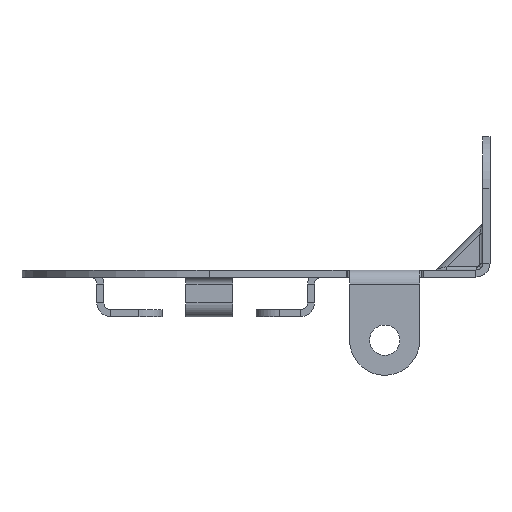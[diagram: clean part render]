
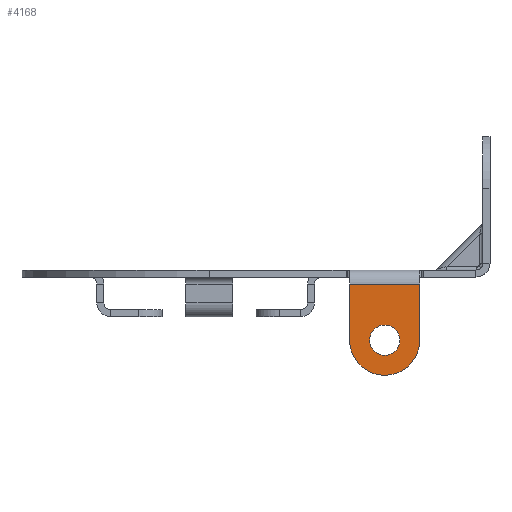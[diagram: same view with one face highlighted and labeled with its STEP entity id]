
A CAD part, left-side view. The second image highlights one B-rep face of the part: STEP entity #4168.
In plain terms, the highlighted planar face has unit normal (-1, 0, 0).
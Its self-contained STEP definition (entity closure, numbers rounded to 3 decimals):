
#283 = DIRECTION ( 'NONE',  ( 0., 0., -1. ) ) ;
#491 = ORIENTED_EDGE ( 'NONE', *, *, #2462, .T. ) ;
#584 = VERTEX_POINT ( 'NONE', #7201 ) ;
#1101 = PLANE ( 'NONE',  #7407 ) ;
#1329 = VERTEX_POINT ( 'NONE', #2982 ) ;
#1386 = ORIENTED_EDGE ( 'NONE', *, *, #4751, .F. ) ;
#1514 = CARTESIAN_POINT ( 'NONE',  ( -40., 30., -5. ) ) ;
#1571 = VECTOR ( 'NONE', #1996, 1000. ) ;
#1704 = AXIS2_PLACEMENT_3D ( 'NONE', #4568, #3289, #3247 ) ;
#1996 = DIRECTION ( 'NONE',  ( 0., 0., 1. ) ) ;
#2083 = CARTESIAN_POINT ( 'NONE',  ( -40., 15., 7. ) ) ;
#2101 = EDGE_CURVE ( 'NONE', #4987, #1329, #7458, .T. ) ;
#2178 = FACE_OUTER_BOUND ( 'NONE', #2721, .T. ) ;
#2286 = ORIENTED_EDGE ( 'NONE', *, *, #2101, .T. ) ;
#2304 = VERTEX_POINT ( 'NONE', #2083 ) ;
#2395 = ORIENTED_EDGE ( 'NONE', *, *, #2902, .T. ) ;
#2462 = EDGE_CURVE ( 'NONE', #584, #2304, #5005, .T. ) ;
#2483 = CARTESIAN_POINT ( 'NONE',  ( -40., 22.5, -8.25 ) ) ;
#2526 = EDGE_CURVE ( 'NONE', #3301, #3127, #4898, .T. ) ;
#2555 = VECTOR ( 'NONE', #283, 1000. ) ;
#2702 = VERTEX_POINT ( 'NONE', #7543 ) ;
#2721 = EDGE_LOOP ( 'NONE', ( #6220, #2286, #2395, #6546, #491 ) ) ;
#2756 = DIRECTION ( 'NONE',  ( 0., 0., -1. ) ) ;
#2902 = EDGE_CURVE ( 'NONE', #1329, #2702, #7332, .T. ) ;
#2982 = CARTESIAN_POINT ( 'NONE',  ( -40., 30., -5. ) ) ;
#3045 = CARTESIAN_POINT ( 'NONE',  ( -40., 30., 7. ) ) ;
#3127 = VERTEX_POINT ( 'NONE', #2483 ) ;
#3247 = DIRECTION ( 'NONE',  ( 0., 0., -1. ) ) ;
#3289 = DIRECTION ( 'NONE',  ( -1., 0., 0. ) ) ;
#3301 = VERTEX_POINT ( 'NONE', #5057 ) ;
#3445 = DIRECTION ( 'NONE',  ( 1., 0., 0. ) ) ;
#3504 = AXIS2_PLACEMENT_3D ( 'NONE', #3841, #7481, #5131 ) ;
#3519 = FACE_BOUND ( 'NONE', #6410, .T. ) ;
#3557 = DIRECTION ( 'NONE',  ( 0., 0., 1. ) ) ;
#3841 = CARTESIAN_POINT ( 'NONE',  ( -40., 22.5, -5. ) ) ;
#4080 = ORIENTED_EDGE ( 'NONE', *, *, #2526, .F. ) ;
#4168 = ADVANCED_FACE ( 'NONE', ( #3519, #2178 ), #1101, .F. ) ;
#4420 = CARTESIAN_POINT ( 'NONE',  ( -40., 22.5, -5. ) ) ;
#4553 = CARTESIAN_POINT ( 'NONE',  ( -40., 22.5, -5. ) ) ;
#4568 = CARTESIAN_POINT ( 'NONE',  ( -40., 22.5, -5. ) ) ;
#4751 = EDGE_CURVE ( 'NONE', #3127, #3301, #7050, .T. ) ;
#4756 = EDGE_CURVE ( 'NONE', #2702, #584, #5708, .T. ) ;
#4898 = CIRCLE ( 'NONE', #5851, 3.25 ) ;
#4907 = EDGE_CURVE ( 'NONE', #4987, #2304, #5875, .T. ) ;
#4987 = VERTEX_POINT ( 'NONE', #3045 ) ;
#5005 = LINE ( 'NONE', #5564, #1571 ) ;
#5057 = CARTESIAN_POINT ( 'NONE',  ( -40., 22.5, -1.75 ) ) ;
#5131 = DIRECTION ( 'NONE',  ( 0., 0., -1. ) ) ;
#5315 = CARTESIAN_POINT ( 'NONE',  ( -40., 15., 7. ) ) ;
#5564 = CARTESIAN_POINT ( 'NONE',  ( -40., 15., -5. ) ) ;
#5586 = VECTOR ( 'NONE', #7061, 1000. ) ;
#5708 = CIRCLE ( 'NONE', #6066, 7.5 ) ;
#5850 = CARTESIAN_POINT ( 'NONE',  ( -40., 22.5, -5. ) ) ;
#5851 = AXIS2_PLACEMENT_3D ( 'NONE', #4420, #6779, #2756 ) ;
#5875 = LINE ( 'NONE', #5315, #5586 ) ;
#6066 = AXIS2_PLACEMENT_3D ( 'NONE', #4553, #6216, #6137 ) ;
#6137 = DIRECTION ( 'NONE',  ( 0., 0., -1. ) ) ;
#6216 = DIRECTION ( 'NONE',  ( -1., 0., 0. ) ) ;
#6220 = ORIENTED_EDGE ( 'NONE', *, *, #4907, .F. ) ;
#6410 = EDGE_LOOP ( 'NONE', ( #1386, #4080 ) ) ;
#6546 = ORIENTED_EDGE ( 'NONE', *, *, #4756, .T. ) ;
#6779 = DIRECTION ( 'NONE',  ( -1., 0., 0. ) ) ;
#7050 = CIRCLE ( 'NONE', #3504, 3.25 ) ;
#7061 = DIRECTION ( 'NONE',  ( 0., -1., 0. ) ) ;
#7201 = CARTESIAN_POINT ( 'NONE',  ( -40., 15., -5. ) ) ;
#7332 = CIRCLE ( 'NONE', #1704, 7.5 ) ;
#7407 = AXIS2_PLACEMENT_3D ( 'NONE', #5850, #3445, #3557 ) ;
#7458 = LINE ( 'NONE', #1514, #2555 ) ;
#7481 = DIRECTION ( 'NONE',  ( -1., 0., 0. ) ) ;
#7543 = CARTESIAN_POINT ( 'NONE',  ( -40., 22.5, -12.5 ) ) ;
